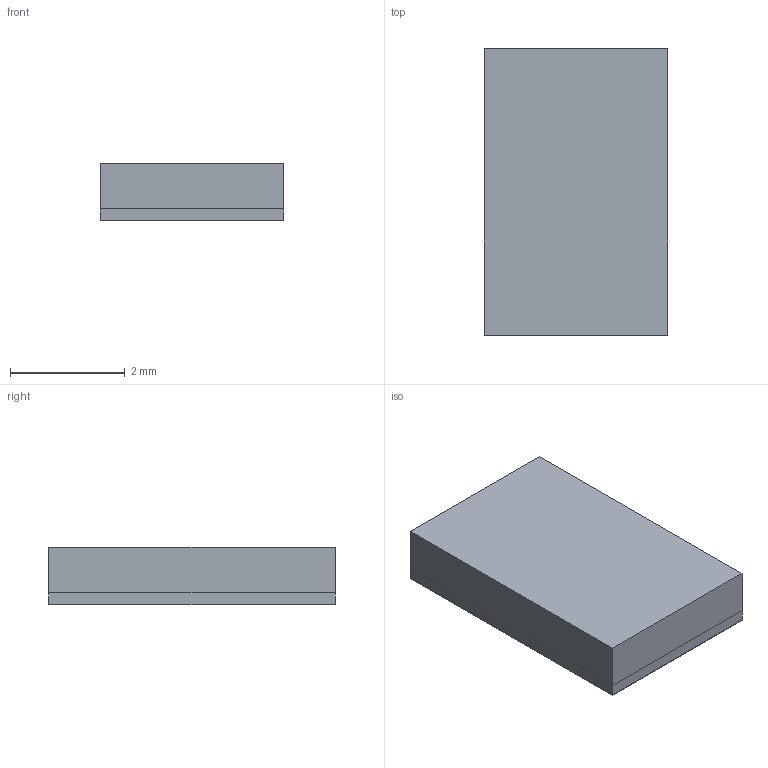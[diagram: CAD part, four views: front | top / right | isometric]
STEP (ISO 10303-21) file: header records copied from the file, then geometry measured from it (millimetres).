
FILE_DESCRIPTION((''),'2;1');
FILE_NAME('SIA0006B_ASM','2016-06-21T',('a0412025'),(''),'CREO PARAMETRIC BY PTC INC, 2016050','CREO PARAMETRIC BY PTC INC, 2016050','');
FILE_SCHEMA(('AUTOMOTIVE_DESIGN { 1 0 10303 214 1 1 1 1 }'));
Length unit declared in the file: millimetre
Products named in the file (6): SOLDERMASK-QFM; METAL-QFM; SUBSTRATE-QFM; BODY-QFM; PIN1-ID; SIA0006B_ASM
Assembly tree (5 placements, depth 2):
  SIA0006B_ASM
    SOLDERMASK-QFM
    METAL-QFM
    SUBSTRATE-QFM
    BODY-QFM
    PIN1-ID
Bounding box: 3.2 x 5 x 1.01 mm (x, y, z)
Volume: 16.2 mm3; surface area: 137.9 mm2
Topology: 4 solids, 4 shells, 48 faces, 120 edges, 80 vertices
Faces by surface type: plane 48
Entity records: 2380 total; most frequent: CARTESIAN_POINT 272, ORIENTED_EDGE 240, DIRECTION 238, PRESENTATION_STYLE_ASSIGNMENT 124, STYLED_ITEM 124, VECTOR 120, LINE 120, CURVE_STYLE 120
